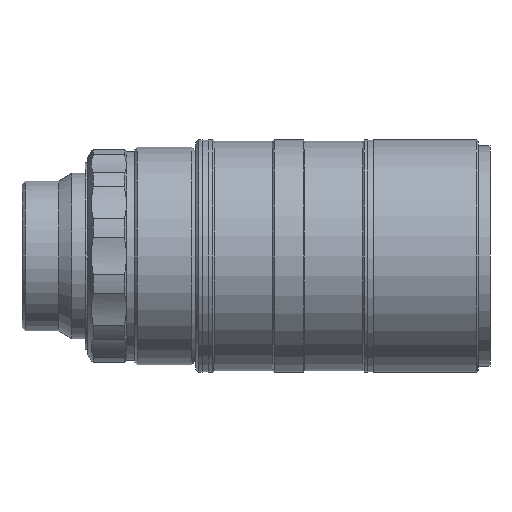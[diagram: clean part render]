
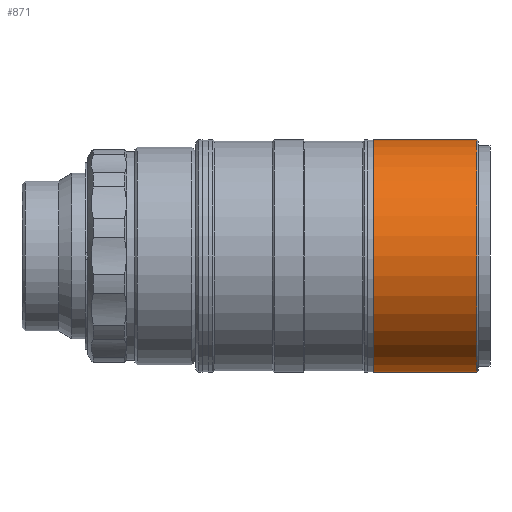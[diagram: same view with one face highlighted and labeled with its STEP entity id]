
A CAD part, front view. The second image highlights one B-rep face of the part: STEP entity #871.
In plain terms, the highlighted cylindrical face has radius 38 mm (diameter 76 mm), a partial arc.
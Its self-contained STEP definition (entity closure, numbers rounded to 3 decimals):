
#118 = DIRECTION ( 'NONE',  ( -1., 0., 0. ) ) ;
#354 = AXIS2_PLACEMENT_3D ( 'NONE', #3653, #3309, #2940 ) ;
#525 = EDGE_LOOP ( 'NONE', ( #1237, #2527, #583, #4027 ) ) ;
#556 = VECTOR ( 'NONE', #3958, 1000. ) ;
#583 = ORIENTED_EDGE ( 'NONE', *, *, #3601, .T. ) ;
#796 = LINE ( 'NONE', #1825, #2192 ) ;
#810 = CARTESIAN_POINT ( 'NONE',  ( -40.926, 0., 38. ) ) ;
#833 = CYLINDRICAL_SURFACE ( 'NONE', #3844, 38. ) ;
#871 = ADVANCED_FACE ( 'NONE', ( #1214 ), #833, .T. ) ;
#922 = DIRECTION ( 'NONE',  ( 0., 0., 1. ) ) ;
#1214 = FACE_OUTER_BOUND ( 'NONE', #525, .T. ) ;
#1237 = ORIENTED_EDGE ( 'NONE', *, *, #1747, .F. ) ;
#1480 = CARTESIAN_POINT ( 'NONE',  ( -40.926, 0., -38. ) ) ;
#1488 = CIRCLE ( 'NONE', #3290, 38. ) ;
#1515 = LINE ( 'NONE', #2589, #556 ) ;
#1747 = EDGE_CURVE ( 'NONE', #2565, #3463, #796, .T. ) ;
#1825 = CARTESIAN_POINT ( 'NONE',  ( -35.926, 0., -38. ) ) ;
#2017 = DIRECTION ( 'NONE',  ( 0., 0., 1. ) ) ;
#2192 = VECTOR ( 'NONE', #118, 1000. ) ;
#2422 = CARTESIAN_POINT ( 'NONE',  ( -7.226, 0., -38. ) ) ;
#2527 = ORIENTED_EDGE ( 'NONE', *, *, #3899, .T. ) ;
#2565 = VERTEX_POINT ( 'NONE', #2422 ) ;
#2589 = CARTESIAN_POINT ( 'NONE',  ( -35.926, 0., 38. ) ) ;
#2622 = DIRECTION ( 'NONE',  ( -1., 0., 0. ) ) ;
#2630 = CIRCLE ( 'NONE', #354, 38. ) ;
#2672 = DIRECTION ( 'NONE',  ( -1., 0., 0. ) ) ;
#2940 = DIRECTION ( 'NONE',  ( 0., 0., 1. ) ) ;
#3079 = CARTESIAN_POINT ( 'NONE',  ( -7.226, 0., 38. ) ) ;
#3290 = AXIS2_PLACEMENT_3D ( 'NONE', #4414, #2672, #2017 ) ;
#3309 = DIRECTION ( 'NONE',  ( -1., 0., 0. ) ) ;
#3463 = VERTEX_POINT ( 'NONE', #1480 ) ;
#3601 = EDGE_CURVE ( 'NONE', #3947, #3795, #1515, .T. ) ;
#3653 = CARTESIAN_POINT ( 'NONE',  ( -40.926, 0., 0. ) ) ;
#3737 = EDGE_CURVE ( 'NONE', #3463, #3795, #2630, .T. ) ;
#3795 = VERTEX_POINT ( 'NONE', #810 ) ;
#3844 = AXIS2_PLACEMENT_3D ( 'NONE', #4336, #2622, #922 ) ;
#3899 = EDGE_CURVE ( 'NONE', #2565, #3947, #1488, .T. ) ;
#3947 = VERTEX_POINT ( 'NONE', #3079 ) ;
#3958 = DIRECTION ( 'NONE',  ( -1., 0., 0. ) ) ;
#4027 = ORIENTED_EDGE ( 'NONE', *, *, #3737, .F. ) ;
#4336 = CARTESIAN_POINT ( 'NONE',  ( -35.926, 0., 0. ) ) ;
#4414 = CARTESIAN_POINT ( 'NONE',  ( -7.226, 0., 0. ) ) ;
